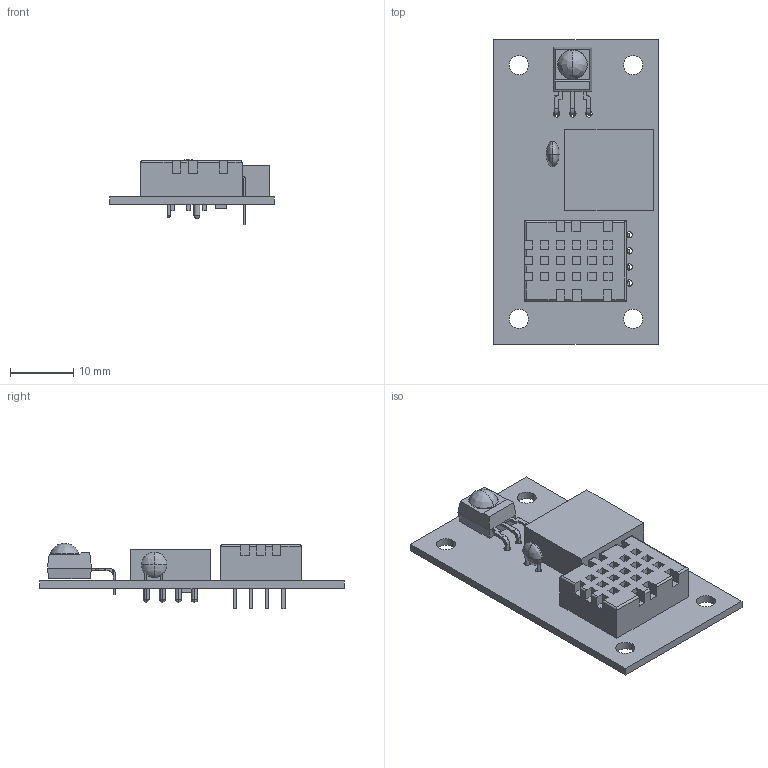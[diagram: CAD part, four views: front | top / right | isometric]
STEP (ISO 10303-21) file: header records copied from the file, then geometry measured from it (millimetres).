
FILE_DESCRIPTION(('PCB Model'),'2;1');
FILE_NAME('dht+ir.STEP','2019-02-13T22:43:56' ,('quiqu'),('Unspecified'),'Open CASCADE STEP processor 6.8','Proteus' ,'Unknown');
FILE_SCHEMA(('CONFIG_CONTROL_DESIGN','SHAPE_APPEARANCE_LAYER_MIM'));
Length unit declared in the file: millimetre
Products named in the file (31): Open CASCADE STEP translator 6.8 1; Layer_1; IR; Open CASCADE STEP translator 6.8 1.2.1; Body_1; U1; Open CASCADE STEP translator 6.8 1.3.1; Array002; =>[0:1:1:4]; =>[0:1:1:5]; =>[0:1:1:6]; =>[0:1:1:7]; Cut; J1; Open CASCADE STEP translator 6.8 1.4.1; Pin_1; Pin_2; Pin_3; Pin_4; R14; Open CASCADE STEP translator 6.8 1.5.1; C1; Open CASCADE STEP translator 6.8 1.6.1
Assembly tree (30 placements, depth 6):
  Open CASCADE STEP translator 6.8 1
    Layer_1
    IR
      Open CASCADE STEP translator 6.8 1.2.1
        Body_1
    U1
      Open CASCADE STEP translator 6.8 1.3.1
        Body_1
          Array002
            =>[0:1:1:4]
            =>[0:1:1:5]
            =>[0:1:1:6]
            =>[0:1:1:7]
          Cut
    J1
      Open CASCADE STEP translator 6.8 1.4.1
        Body_1
        Pin_1
        Pin_2
        Pin_3
        Pin_4
    R14
      Open CASCADE STEP translator 6.8 1.5.1
        Body_1
        Pin_1
        Pin_2
    C1
      Open CASCADE STEP translator 6.8 1.6.1
        Body_1
        Pin_1
        Pin_2
Bounding box: 26 x 48 x 10.3 mm (x, y, z)
Volume: 3675.7 mm3; surface area: 4660.5 mm2
Topology: 18 solids, 18 shells, 362 faces, 926 edges, 582 vertices
Faces by surface type: plane 240, cylinder 86, sphere 24, bspline 10, torus 2
Entity records: 12329 total; most frequent: CARTESIAN_POINT 2135, ORIENTED_EDGE 1784, DIRECTION 1778, EDGE_CURVE 892, LINE 648, VECTOR 648, VERTEX_POINT 582, AXIS2_PLACEMENT_3D 565
